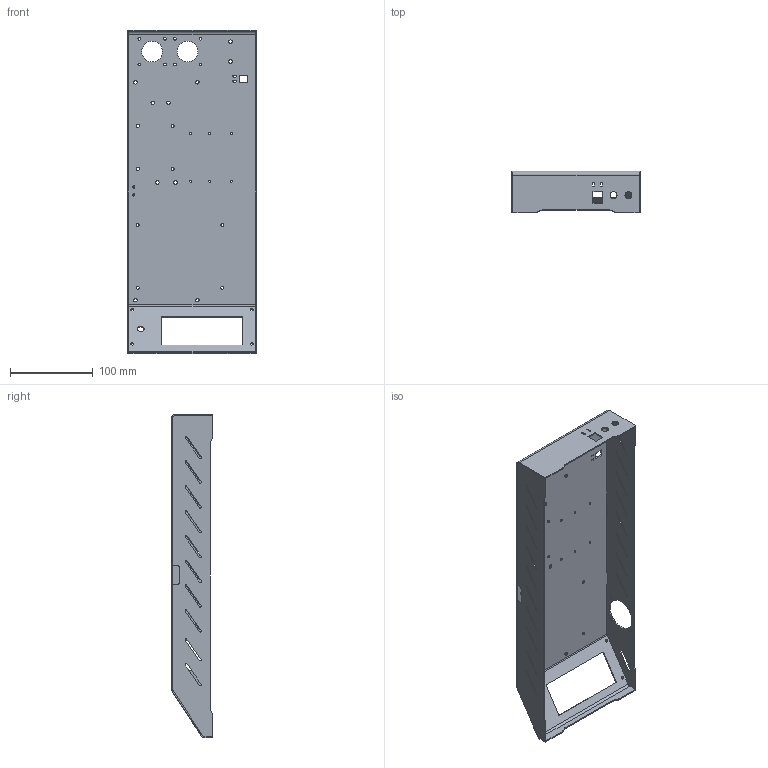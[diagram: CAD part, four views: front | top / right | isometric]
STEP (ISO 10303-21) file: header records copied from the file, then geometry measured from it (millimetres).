
FILE_DESCRIPTION (( 'STEP AP203' ), '1' );
FILE_NAME ('AXIS Base.STEP', '2019-12-18T20:30:49', ( '' ), ( '' ), 'SwSTEP 2.0', 'SolidWorks 2018', '' );
FILE_SCHEMA (( 'CONFIG_CONTROL_DESIGN' ));
Length unit declared in the file: millimetre
Products named in the file (4): AXIS Base; AXIS Left Panel; AXIS Right Panel
Assembly tree (3 placements, depth 2):
  AXIS Base
    AXIS Base
    AXIS Left Panel
    AXIS Right Panel
Bounding box: 155 x 50 x 392 mm (x, y, z)
Volume: 128159.4 mm3; surface area: 197928.9 mm2
Topology: 3 solids, 3 shells, 351 faces, 1011 edges, 666 vertices
Faces by surface type: cylinder 221, plane 130
Entity records: 12385 total; most frequent: DIRECTION 2167, CARTESIAN_POINT 2034, ORIENTED_EDGE 2022, EDGE_CURVE 1011, AXIS2_PLACEMENT_3D 799, VERTEX_POINT 666, LINE 569, VECTOR 569
